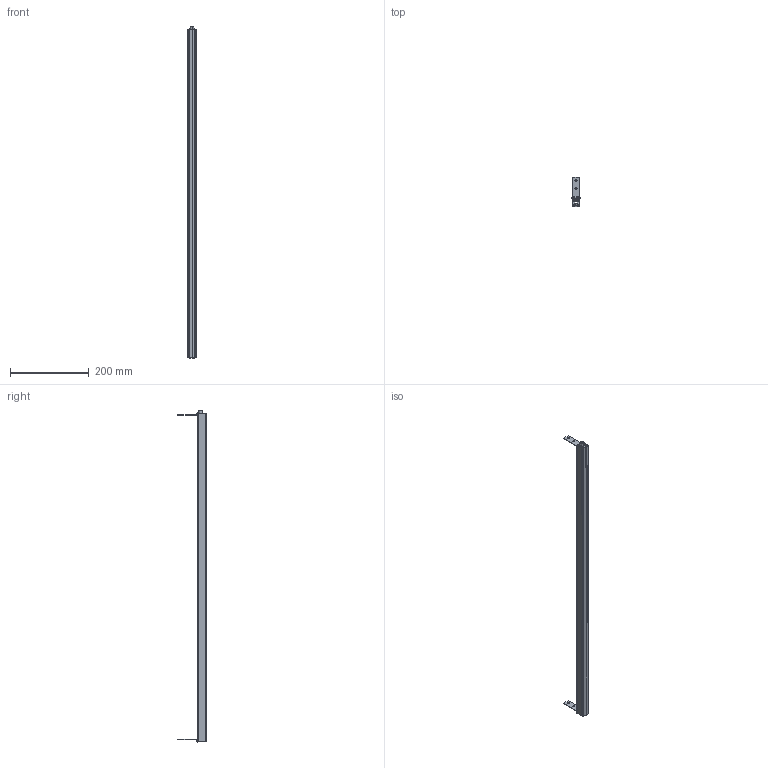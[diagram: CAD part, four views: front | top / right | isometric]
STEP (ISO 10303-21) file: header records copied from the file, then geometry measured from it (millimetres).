
FILE_DESCRIPTION (( 'STEP AP203' ), '1' );
FILE_NAME ('RS 835.STEP', '2025-02-28T14:07:51', ( '' ), ( '' ), 'SwSTEP 2.0', 'SolidWorks 2023', '' );
FILE_SCHEMA (( 'CONFIG_CONTROL_DESIGN' ));
Length unit declared in the file: millimetre
Products named in the file (5): RS 835; Innengeometrie_20_835; Betätigungsteil_20; Haltewinkel RS_Index B; Aussengehäuse RS_835
Assembly tree (5 placements, depth 2):
  RS 835
    Aussengehäuse RS_835
    Betätigungsteil_20
    Innengeometrie_20_835
    Haltewinkel RS_Index B  x2
Bounding box: 23.2 x 72.43 x 842.8 mm (x, y, z)
Volume: 181664.4 mm3; surface area: 257309.1 mm2
Topology: 18 solids, 18 shells, 657 faces, 1855 edges, 1236 vertices
Faces by surface type: plane 346, bspline 246, cylinder 63, torus 2
Entity records: 32623 total; most frequent: CARTESIAN_POINT 17165, ORIENTED_EDGE 3566, DIRECTION 2189, EDGE_CURVE 1783, VERTEX_POINT 1188, LINE 1179, VECTOR 1179, EDGE_LOOP 717
